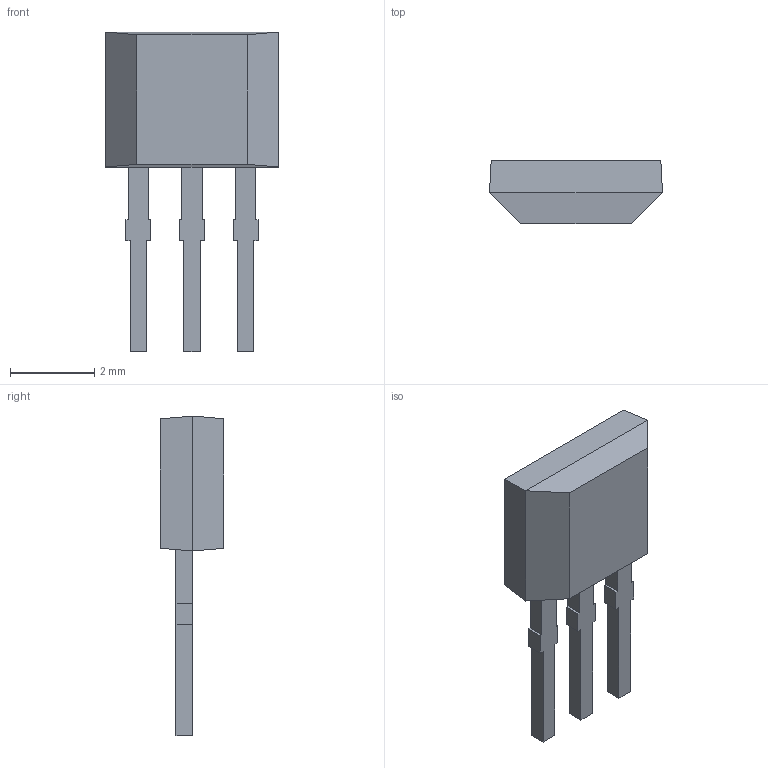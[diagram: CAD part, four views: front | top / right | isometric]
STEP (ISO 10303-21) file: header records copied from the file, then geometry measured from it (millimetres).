
FILE_DESCRIPTION(('FreeCAD Model'),'2;1');
FILE_NAME('Open CASCADE Shape Model','2024-11-27T23:11:56',( 'kicad StepUp'),('ksu MCAD'),'Open CASCADE STEP processor 7.7', 'FreeCAD','Unknown');
FILE_SCHEMA(('AUTOMOTIVE_DESIGN { 1 0 10303 214 1 1 1 1 }'));
Length unit declared in the file: millimetre
Products named in the file (1): TO92127P410H430-3
Bounding box: 4.1 x 1.5 x 7.58 mm (x, y, z)
Volume: 19.8 mm3; surface area: 66.4 mm2
Topology: 4 solids, 4 shells, 52 faces, 128 edges, 84 vertices
Faces by surface type: plane 52
Entity records: 2012 total; most frequent: CARTESIAN_POINT 265, ORIENTED_EDGE 256, DIRECTION 234, EDGE_CURVE 128, LINE 128, VECTOR 128, VERTEX_POINT 84, PRESENTATION_STYLE_ASSIGNMENT 56
